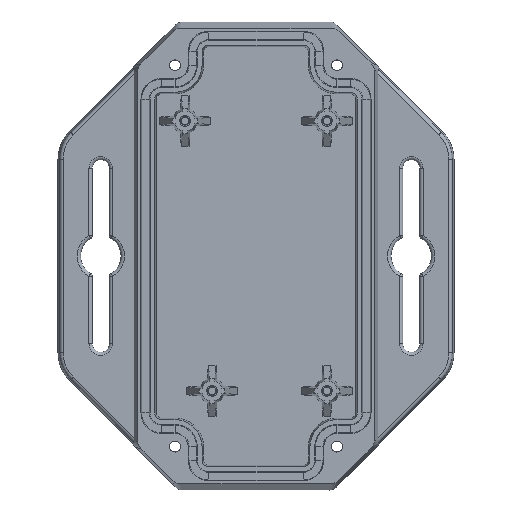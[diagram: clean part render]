
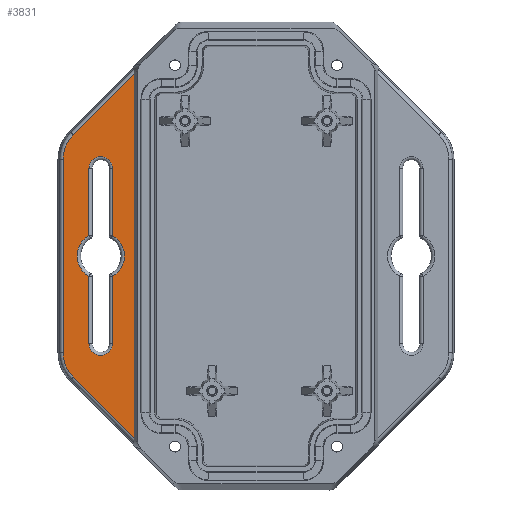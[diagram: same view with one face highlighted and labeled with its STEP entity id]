
A CAD part, top view. The second image highlights one B-rep face of the part: STEP entity #3831.
In plain terms, the highlighted planar face has unit normal (0, 0, 1).
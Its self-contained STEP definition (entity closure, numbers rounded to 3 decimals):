
#2308 = VERTEX_POINT('',#2309);
#2309 = CARTESIAN_POINT('',(-49.5,6.062,4.));
#2318 = VERTEX_POINT('',#2319);
#2319 = CARTESIAN_POINT('',(-49.5,-6.062,4.));
#2326 = EDGE_CURVE('',#2308,#2318,#2327,.T.);
#2327 = CIRCLE('',#2328,7.);
#2328 = AXIS2_PLACEMENT_3D('',#2329,#2330,#2331);
#2329 = CARTESIAN_POINT('',(-46.,0.,4.));
#2330 = DIRECTION('',(0.,0.,1.));
#2331 = DIRECTION('',(-0.417,0.909,0.));
#3831 = ADVANCED_FACE('',(#3832,#3884),#3944,.T.);
#3832 = FACE_BOUND('',#3833,.T.);
#3833 = EDGE_LOOP('',(#3834,#3844,#3852,#3860,#3869,#3877));
#3834 = ORIENTED_EDGE('',*,*,#3835,.T.);
#3835 = EDGE_CURVE('',#3836,#3838,#3840,.T.);
#3836 = VERTEX_POINT('',#3837);
#3837 = CARTESIAN_POINT('',(-54.185,-35.862,4.));
#3838 = VERTEX_POINT('',#3839);
#3839 = CARTESIAN_POINT('',(-36.073,-53.974,4.));
#3840 = LINE('',#3841,#3842);
#3841 = CARTESIAN_POINT('',(-54.185,-35.862,4.));
#3842 = VECTOR('',#3843,1.);
#3843 = DIRECTION('',(0.707,-0.707,0.));
#3844 = ORIENTED_EDGE('',*,*,#3845,.F.);
#3845 = EDGE_CURVE('',#3846,#3838,#3848,.T.);
#3846 = VERTEX_POINT('',#3847);
#3847 = CARTESIAN_POINT('',(-36.073,53.974,4.));
#3848 = LINE('',#3849,#3850);
#3849 = CARTESIAN_POINT('',(-36.073,-50.,4.));
#3850 = VECTOR('',#3851,1.);
#3851 = DIRECTION('',(0.,-1.,0.));
#3852 = ORIENTED_EDGE('',*,*,#3853,.T.);
#3853 = EDGE_CURVE('',#3846,#3854,#3856,.T.);
#3854 = VERTEX_POINT('',#3855);
#3855 = CARTESIAN_POINT('',(-54.185,35.862,4.));
#3856 = LINE('',#3857,#3858);
#3857 = CARTESIAN_POINT('',(-31.957,58.09,4.));
#3858 = VECTOR('',#3859,1.);
#3859 = DIRECTION('',(-0.707,-0.707,0.));
#3860 = ORIENTED_EDGE('',*,*,#3861,.T.);
#3861 = EDGE_CURVE('',#3854,#3862,#3864,.T.);
#3862 = VERTEX_POINT('',#3863);
#3863 = CARTESIAN_POINT('',(-57.161,28.677,4.));
#3864 = CIRCLE('',#3865,10.161);
#3865 = AXIS2_PLACEMENT_3D('',#3866,#3867,#3868);
#3866 = CARTESIAN_POINT('',(-47.,28.677,4.));
#3867 = DIRECTION('',(0.,0.,1.));
#3868 = DIRECTION('',(-0.707,0.707,0.));
#3869 = ORIENTED_EDGE('',*,*,#3870,.T.);
#3870 = EDGE_CURVE('',#3862,#3871,#3873,.T.);
#3871 = VERTEX_POINT('',#3872);
#3872 = CARTESIAN_POINT('',(-57.161,-28.677,4.));
#3873 = LINE('',#3874,#3875);
#3874 = CARTESIAN_POINT('',(-57.161,28.677,4.));
#3875 = VECTOR('',#3876,1.);
#3876 = DIRECTION('',(0.,-1.,0.));
#3877 = ORIENTED_EDGE('',*,*,#3878,.T.);
#3878 = EDGE_CURVE('',#3871,#3836,#3879,.T.);
#3879 = CIRCLE('',#3880,10.161);
#3880 = AXIS2_PLACEMENT_3D('',#3881,#3882,#3883);
#3881 = CARTESIAN_POINT('',(-47.,-28.677,4.));
#3882 = DIRECTION('',(0.,0.,1.));
#3883 = DIRECTION('',(-1.,0.,0.));
#3884 = FACE_BOUND('',#3885,.T.);
#3885 = EDGE_LOOP('',(#3886,#3896,#3905,#3913,#3922,#3928,#3929,#3937));
#3886 = ORIENTED_EDGE('',*,*,#3887,.F.);
#3887 = EDGE_CURVE('',#3888,#3890,#3892,.T.);
#3888 = VERTEX_POINT('',#3889);
#3889 = CARTESIAN_POINT('',(-42.5,6.062,4.));
#3890 = VERTEX_POINT('',#3891);
#3891 = CARTESIAN_POINT('',(-42.5,26.,4.));
#3892 = LINE('',#3893,#3894);
#3893 = CARTESIAN_POINT('',(-42.5,5.454,4.));
#3894 = VECTOR('',#3895,1.);
#3895 = DIRECTION('',(0.,1.,0.));
#3896 = ORIENTED_EDGE('',*,*,#3897,.F.);
#3897 = EDGE_CURVE('',#3898,#3888,#3900,.T.);
#3898 = VERTEX_POINT('',#3899);
#3899 = CARTESIAN_POINT('',(-42.5,-6.062,4.));
#3900 = CIRCLE('',#3901,7.);
#3901 = AXIS2_PLACEMENT_3D('',#3902,#3903,#3904);
#3902 = CARTESIAN_POINT('',(-46.,0.,4.));
#3903 = DIRECTION('',(-0.,0.,1.));
#3904 = DIRECTION('',(0.417,-0.909,0.));
#3905 = ORIENTED_EDGE('',*,*,#3906,.T.);
#3906 = EDGE_CURVE('',#3898,#3907,#3909,.T.);
#3907 = VERTEX_POINT('',#3908);
#3908 = CARTESIAN_POINT('',(-42.5,-26.,4.));
#3909 = LINE('',#3910,#3911);
#3910 = CARTESIAN_POINT('',(-42.5,-5.454,4.));
#3911 = VECTOR('',#3912,1.);
#3912 = DIRECTION('',(0.,-1.,0.));
#3913 = ORIENTED_EDGE('',*,*,#3914,.T.);
#3914 = EDGE_CURVE('',#3907,#3915,#3917,.T.);
#3915 = VERTEX_POINT('',#3916);
#3916 = CARTESIAN_POINT('',(-49.5,-26.,4.));
#3917 = CIRCLE('',#3918,3.5);
#3918 = AXIS2_PLACEMENT_3D('',#3919,#3920,#3921);
#3919 = CARTESIAN_POINT('',(-46.,-26.,4.));
#3920 = DIRECTION('',(0.,-0.,-1.));
#3921 = DIRECTION('',(1.,0.,0.));
#3922 = ORIENTED_EDGE('',*,*,#3923,.T.);
#3923 = EDGE_CURVE('',#3915,#2318,#3924,.T.);
#3924 = LINE('',#3925,#3926);
#3925 = CARTESIAN_POINT('',(-49.5,-26.,4.));
#3926 = VECTOR('',#3927,1.);
#3927 = DIRECTION('',(0.,1.,0.));
#3928 = ORIENTED_EDGE('',*,*,#2326,.F.);
#3929 = ORIENTED_EDGE('',*,*,#3930,.F.);
#3930 = EDGE_CURVE('',#3931,#2308,#3933,.T.);
#3931 = VERTEX_POINT('',#3932);
#3932 = CARTESIAN_POINT('',(-49.5,26.,4.));
#3933 = LINE('',#3934,#3935);
#3934 = CARTESIAN_POINT('',(-49.5,26.,4.));
#3935 = VECTOR('',#3936,1.);
#3936 = DIRECTION('',(-0.,-1.,-0.));
#3937 = ORIENTED_EDGE('',*,*,#3938,.F.);
#3938 = EDGE_CURVE('',#3890,#3931,#3939,.T.);
#3939 = CIRCLE('',#3940,3.5);
#3940 = AXIS2_PLACEMENT_3D('',#3941,#3942,#3943);
#3941 = CARTESIAN_POINT('',(-46.,26.,4.));
#3942 = DIRECTION('',(0.,-0.,1.));
#3943 = DIRECTION('',(1.,0.,0.));
#3944 = PLANE('',#3945);
#3945 = AXIS2_PLACEMENT_3D('',#3946,#3947,#3948);
#3946 = CARTESIAN_POINT('',(0.,0.,4.)
  );
#3947 = DIRECTION('',(0.,0.,1.));
#3948 = DIRECTION('',(1.,0.,0.));
